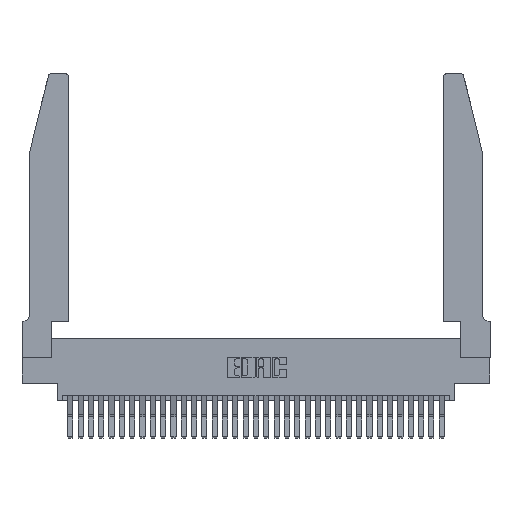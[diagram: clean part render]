
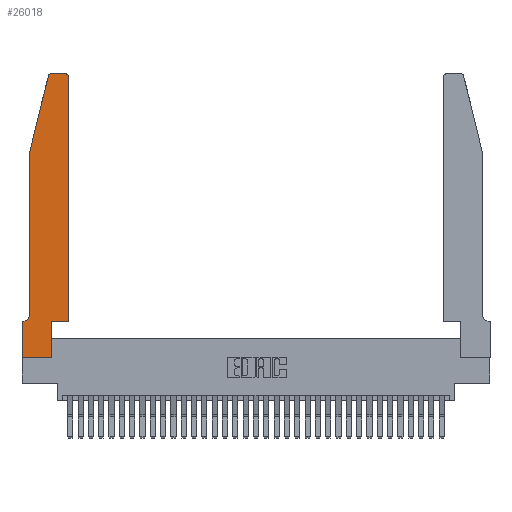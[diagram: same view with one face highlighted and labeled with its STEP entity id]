
A CAD part, top view. The second image highlights one B-rep face of the part: STEP entity #26018.
In plain terms, the highlighted planar face has unit normal (0, 0, 1).
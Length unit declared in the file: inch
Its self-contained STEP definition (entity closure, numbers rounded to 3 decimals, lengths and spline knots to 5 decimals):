
#71 = AXIS2_PLACEMENT_3D ( 'NONE', #1868, #20846, #4591 ) ;
#874 = EDGE_CURVE ( 'NONE', #33857, #3108, #31844, .T. ) ;
#945 = VERTEX_POINT ( 'NONE', #12338 ) ;
#1295 = VERTEX_POINT ( 'NONE', #24242 ) ;
#1658 = VECTOR ( 'NONE', #34250, 39.37008 ) ;
#1843 = DIRECTION ( 'NONE',  ( 0., 0., 1. ) ) ;
#1868 = CARTESIAN_POINT ( 'NONE',  ( 0., 0.35, 0.37 ) ) ;
#2085 = LINE ( 'NONE', #20616, #2936 ) ;
#2241 = VERTEX_POINT ( 'NONE', #28730 ) ;
#2936 = VECTOR ( 'NONE', #7294, 39.37008 ) ;
#3108 = VERTEX_POINT ( 'NONE', #11005 ) ;
#3391 = EDGE_CURVE ( 'NONE', #2241, #18060, #19813, .T. ) ;
#3472 = LINE ( 'NONE', #5700, #10010 ) ;
#3565 = CARTESIAN_POINT ( 'NONE',  ( 0., 0.35, 0.37 ) ) ;
#4591 = DIRECTION ( 'NONE',  ( 1., 0., 0. ) ) ;
#4834 = CARTESIAN_POINT ( 'NONE',  ( 0.2865, 0.35, 0.37 ) ) ;
#4897 = CIRCLE ( 'NONE', #32512, 0.03 ) ;
#5700 = CARTESIAN_POINT ( 'NONE',  ( 0.2605, 2.75, 0.37 ) ) ;
#6261 = ORIENTED_EDGE ( 'NONE', *, *, #28032, .T. ) ;
#6335 = ORIENTED_EDGE ( 'NONE', *, *, #15496, .T. ) ;
#6967 = EDGE_CURVE ( 'NONE', #18060, #29427, #33555, .T. ) ;
#7294 = DIRECTION ( 'NONE',  ( 0., 1., 0. ) ) ;
#7300 = EDGE_CURVE ( 'NONE', #945, #14960, #15698, .T. ) ;
#7437 = CARTESIAN_POINT ( 'NONE',  ( 0.4205, 2.72, 0.37 ) ) ;
#7939 = VERTEX_POINT ( 'NONE', #11389 ) ;
#8489 = EDGE_CURVE ( 'NONE', #18971, #7939, #31616, .T. ) ;
#8496 = CARTESIAN_POINT ( 'NONE',  ( 0.0055, 0.35, 0.37 ) ) ;
#8893 = ORIENTED_EDGE ( 'NONE', *, *, #17787, .T. ) ;
#9322 = CARTESIAN_POINT ( 'NONE',  ( 0.0755, 0.35, 0.37 ) ) ;
#10010 = VECTOR ( 'NONE', #21900, 39.37008 ) ;
#10243 = DIRECTION ( 'NONE',  ( 1., 0., 0. ) ) ;
#10288 = ORIENTED_EDGE ( 'NONE', *, *, #7300, .T. ) ;
#10573 = CARTESIAN_POINT ( 'NONE',  ( 0., 0., 0.37 ) ) ;
#11005 = CARTESIAN_POINT ( 'NONE',  ( 0.2865, 0., 0.37 ) ) ;
#11389 = CARTESIAN_POINT ( 'NONE',  ( 0.0755, 2., 0.37 ) ) ;
#12038 = AXIS2_PLACEMENT_3D ( 'NONE', #14795, #33161, #17476 ) ;
#12338 = CARTESIAN_POINT ( 'NONE',  ( 0.4505, 0.35, 0.37 ) ) ;
#12388 = CARTESIAN_POINT ( 'NONE',  ( 0.25487, 2.72718, 0.37 ) ) ;
#12534 = VECTOR ( 'NONE', #20431, 39.37008 ) ;
#13928 = DIRECTION ( 'NONE',  ( 0., 1., 0. ) ) ;
#14252 = ORIENTED_EDGE ( 'NONE', *, *, #6967, .T. ) ;
#14638 = LINE ( 'NONE', #26427, #1658 ) ;
#14795 = CARTESIAN_POINT ( 'NONE',  ( 0.0055, 0.42, 0.37 ) ) ;
#14847 = LINE ( 'NONE', #10573, #28789 ) ;
#14960 = VERTEX_POINT ( 'NONE', #25173 ) ;
#15123 = CARTESIAN_POINT ( 'NONE',  ( 0.4505, 0.35, 0.37 ) ) ;
#15496 = EDGE_CURVE ( 'NONE', #18015, #1295, #3472, .T. ) ;
#15698 = LINE ( 'NONE', #24434, #28814 ) ;
#15991 = EDGE_CURVE ( 'NONE', #7939, #2241, #14638, .T. ) ;
#17359 = ORIENTED_EDGE ( 'NONE', *, *, #19095, .T. ) ;
#17456 = DIRECTION ( 'NONE',  ( -1., 0., 0. ) ) ;
#17476 = DIRECTION ( 'NONE',  ( -1., 0., 0. ) ) ;
#17510 = CARTESIAN_POINT ( 'NONE',  ( 0., 0., 0.37 ) ) ;
#17787 = EDGE_CURVE ( 'NONE', #3108, #26098, #2085, .T. ) ;
#18015 = VERTEX_POINT ( 'NONE', #19114 ) ;
#18060 = VERTEX_POINT ( 'NONE', #8496 ) ;
#18190 = CARTESIAN_POINT ( 'NONE',  ( 0.284, 2.72, 0.37 ) ) ;
#18433 = ORIENTED_EDGE ( 'NONE', *, *, #19753, .T. ) ;
#18610 = DIRECTION ( 'NONE',  ( -0.239, -0.971, 0. ) ) ;
#18971 = VERTEX_POINT ( 'NONE', #12388 ) ;
#19095 = EDGE_CURVE ( 'NONE', #14960, #18015, #25165, .T. ) ;
#19114 = CARTESIAN_POINT ( 'NONE',  ( 0.4205, 2.75, 0.37 ) ) ;
#19496 = ORIENTED_EDGE ( 'NONE', *, *, #3391, .T. ) ;
#19631 = LINE ( 'NONE', #15123, #12534 ) ;
#19753 = EDGE_CURVE ( 'NONE', #1295, #18971, #4897, .T. ) ;
#19813 = CIRCLE ( 'NONE', #12038, 0.07 ) ;
#20431 = DIRECTION ( 'NONE',  ( 1., 0., 0. ) ) ;
#20613 = FACE_OUTER_BOUND ( 'NONE', #24141, .T. ) ;
#20616 = CARTESIAN_POINT ( 'NONE',  ( 0.2865, 0.35, 0.37 ) ) ;
#20822 = DIRECTION ( 'NONE',  ( 1., 0., 0. ) ) ;
#20846 = DIRECTION ( 'NONE',  ( 0., 0., 1. ) ) ;
#21900 = DIRECTION ( 'NONE',  ( -1., 0., 0. ) ) ;
#23025 = VECTOR ( 'NONE', #18610, 39.37008 ) ;
#23403 = ORIENTED_EDGE ( 'NONE', *, *, #874, .T. ) ;
#23895 = CARTESIAN_POINT ( 'NONE',  ( 0.0755, 2., 0.37 ) ) ;
#24076 = VECTOR ( 'NONE', #27904, 39.37008 ) ;
#24141 = EDGE_LOOP ( 'NONE', ( #6335, #18433, #32743, #28316, #19496, #14252, #6261, #23403, #8893, #25637, #10288, #17359 ) ) ;
#24242 = CARTESIAN_POINT ( 'NONE',  ( 0.284, 2.75, 0.37 ) ) ;
#24434 = CARTESIAN_POINT ( 'NONE',  ( 0.4505, 0.35, 0.37 ) ) ;
#25165 = CIRCLE ( 'NONE', #33833, 0.03 ) ;
#25173 = CARTESIAN_POINT ( 'NONE',  ( 0.4505, 2.72, 0.37 ) ) ;
#25637 = ORIENTED_EDGE ( 'NONE', *, *, #33115, .T. ) ;
#26018 = ADVANCED_FACE ( 'NONE', ( #20613 ), #31259, .T. ) ;
#26098 = VERTEX_POINT ( 'NONE', #4834 ) ;
#26130 = DIRECTION ( 'NONE',  ( 0., 0., 1. ) ) ;
#26427 = CARTESIAN_POINT ( 'NONE',  ( 0.0755, 2., 0.37 ) ) ;
#26440 = DIRECTION ( 'NONE',  ( 0., -1., 0. ) ) ;
#27904 = DIRECTION ( 'NONE',  ( 1., 0., 0. ) ) ;
#28032 = EDGE_CURVE ( 'NONE', #29427, #33857, #14847, .T. ) ;
#28316 = ORIENTED_EDGE ( 'NONE', *, *, #15991, .T. ) ;
#28730 = CARTESIAN_POINT ( 'NONE',  ( 0.0755, 0.42, 0.37 ) ) ;
#28789 = VECTOR ( 'NONE', #26440, 39.37008 ) ;
#28814 = VECTOR ( 'NONE', #13928, 39.37008 ) ;
#29069 = VECTOR ( 'NONE', #17456, 39.37008 ) ;
#29427 = VERTEX_POINT ( 'NONE', #3565 ) ;
#31143 = CARTESIAN_POINT ( 'NONE',  ( 0., 0., 0.37 ) ) ;
#31259 = PLANE ( 'NONE',  #71 ) ;
#31616 = LINE ( 'NONE', #23895, #23025 ) ;
#31844 = LINE ( 'NONE', #17510, #24076 ) ;
#32512 = AXIS2_PLACEMENT_3D ( 'NONE', #18190, #1843, #20822 ) ;
#32743 = ORIENTED_EDGE ( 'NONE', *, *, #8489, .T. ) ;
#33115 = EDGE_CURVE ( 'NONE', #26098, #945, #19631, .T. ) ;
#33161 = DIRECTION ( 'NONE',  ( 0., 0., -1. ) ) ;
#33555 = LINE ( 'NONE', #9322, #29069 ) ;
#33833 = AXIS2_PLACEMENT_3D ( 'NONE', #7437, #26130, #10243 ) ;
#33857 = VERTEX_POINT ( 'NONE', #31143 ) ;
#34250 = DIRECTION ( 'NONE',  ( 0., -1., 0. ) ) ;
